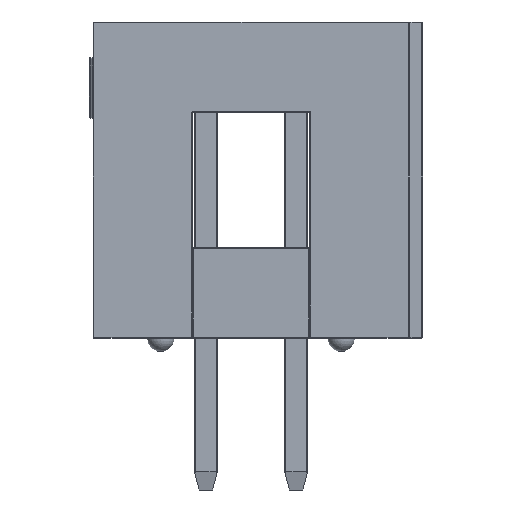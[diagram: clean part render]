
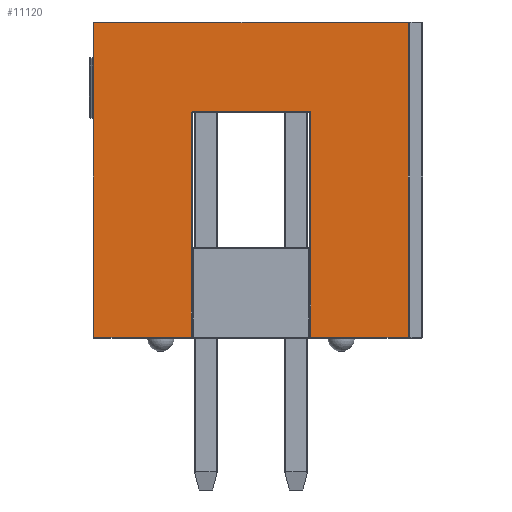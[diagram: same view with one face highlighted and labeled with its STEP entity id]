
A CAD part, left-side view. The second image highlights one B-rep face of the part: STEP entity #11120.
In plain terms, the highlighted planar face has unit normal (-1, 0, 0).
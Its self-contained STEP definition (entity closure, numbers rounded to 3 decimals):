
#806=CIRCLE('',#11901,0.051);
#948=PLANE('',#12063);
#1492=FACE_OUTER_BOUND('',#2165,.T.);
#2165=EDGE_LOOP('',(#8852,#8853,#8854,#8855,#8856,#8857,#8858,#8859,#8860));
#2707=LINE('',#16311,#3876);
#2724=LINE('',#16537,#3893);
#2728=LINE('',#16561,#3897);
#2759=LINE('',#16713,#3928);
#2761=LINE('',#16716,#3930);
#2766=LINE('',#16724,#3935);
#2769=LINE('',#16728,#3938);
#2821=LINE('',#16806,#3990);
#3876=VECTOR('',#13082,10.);
#3893=VECTOR('',#13231,10.);
#3897=VECTOR('',#13259,10.);
#3928=VECTOR('',#13440,10.);
#3930=VECTOR('',#13444,10.);
#3935=VECTOR('',#13455,10.);
#3938=VECTOR('',#13460,10.);
#3990=VECTOR('',#13564,10.);
#5129=VERTEX_POINT('',#15951);
#5166=VERTEX_POINT('',#16168);
#5185=VERTEX_POINT('',#16310);
#5230=VERTEX_POINT('',#16530);
#5239=VERTEX_POINT('',#16555);
#5240=VERTEX_POINT('',#16557);
#5265=VERTEX_POINT('',#16629);
#5266=VERTEX_POINT('',#16633);
#5279=VERTEX_POINT('',#16677);
#6266=EDGE_CURVE('',#5129,#5185,#2707,.T.);
#6331=EDGE_CURVE('',#5230,#5166,#2724,.T.);
#6341=EDGE_CURVE('',#5239,#5240,#806,.T.);
#6343=EDGE_CURVE('',#5185,#5239,#2728,.T.);
#6420=EDGE_CURVE('',#5266,#5279,#2759,.T.);
#6422=EDGE_CURVE('',#5279,#5265,#2761,.T.);
#6427=EDGE_CURVE('',#5240,#5266,#2766,.T.);
#6430=EDGE_CURVE('',#5265,#5230,#2769,.T.);
#6482=EDGE_CURVE('',#5166,#5129,#2821,.T.);
#8852=ORIENTED_EDGE('',*,*,#6420,.F.);
#8853=ORIENTED_EDGE('',*,*,#6427,.F.);
#8854=ORIENTED_EDGE('',*,*,#6341,.F.);
#8855=ORIENTED_EDGE('',*,*,#6343,.F.);
#8856=ORIENTED_EDGE('',*,*,#6266,.F.);
#8857=ORIENTED_EDGE('',*,*,#6482,.F.);
#8858=ORIENTED_EDGE('',*,*,#6331,.F.);
#8859=ORIENTED_EDGE('',*,*,#6430,.F.);
#8860=ORIENTED_EDGE('',*,*,#6422,.F.);
#11120=ADVANCED_FACE('',(#1492),#948,.T.);
#11901=AXIS2_PLACEMENT_3D('',#16558,#13253,#13254);
#12063=AXIS2_PLACEMENT_3D('',#17364,#13949,#13950);
#13082=DIRECTION('',(0.,0.,1.));
#13231=DIRECTION('',(0.,0.,-1.));
#13253=DIRECTION('center_axis',(-1.,0.,0.));
#13254=DIRECTION('ref_axis',(0.,0.707,0.707));
#13259=DIRECTION('',(0.,1.,0.));
#13440=DIRECTION('',(0.,1.,0.));
#13444=DIRECTION('',(0.,0.,1.));
#13455=DIRECTION('',(0.,0.,-1.));
#13460=DIRECTION('',(0.,-1.,0.));
#13564=DIRECTION('',(0.,1.,0.));
#13949=DIRECTION('center_axis',(-1.,0.,0.));
#13950=DIRECTION('ref_axis',(0.,-1.,0.));
#15951=CARTESIAN_POINT('',(-37.465,-1.676,0.025));
#16168=CARTESIAN_POINT('',(-37.465,-4.42,0.025));
#16310=CARTESIAN_POINT('',(-37.465,-1.676,6.375));
#16311=CARTESIAN_POINT('',(-37.465,-1.676,3.175));
#16530=CARTESIAN_POINT('',(-37.465,-4.42,8.865));
#16537=CARTESIAN_POINT('',(-37.465,-4.42,0.));
#16555=CARTESIAN_POINT('',(-37.465,1.626,6.375));
#16557=CARTESIAN_POINT('',(-37.465,1.676,6.325));
#16558=CARTESIAN_POINT('Origin',(-37.465,1.626,6.325));
#16561=CARTESIAN_POINT('',(-37.465,3.048,6.375));
#16629=CARTESIAN_POINT('',(-37.465,4.42,8.865));
#16633=CARTESIAN_POINT('',(-37.465,1.676,0.025));
#16677=CARTESIAN_POINT('',(-37.465,4.42,0.025));
#16713=CARTESIAN_POINT('',(-37.465,2.222,0.025));
#16716=CARTESIAN_POINT('',(-37.465,4.42,0.));
#16724=CARTESIAN_POINT('',(-37.465,1.676,0.));
#16728=CARTESIAN_POINT('',(-37.465,2.222,8.865));
#16806=CARTESIAN_POINT('',(-37.465,2.222,0.025));
#17364=CARTESIAN_POINT('Origin',(-37.465,4.445,0.));
